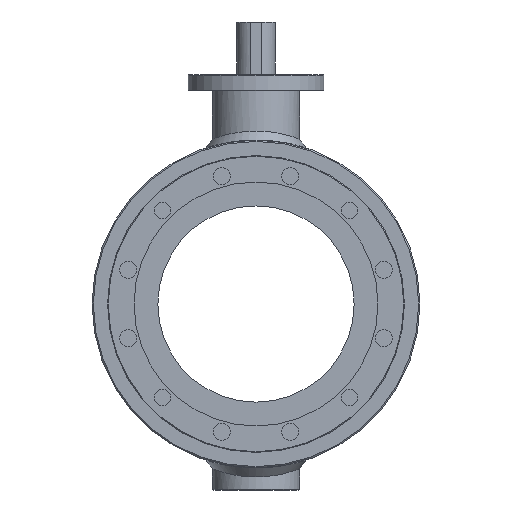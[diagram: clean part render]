
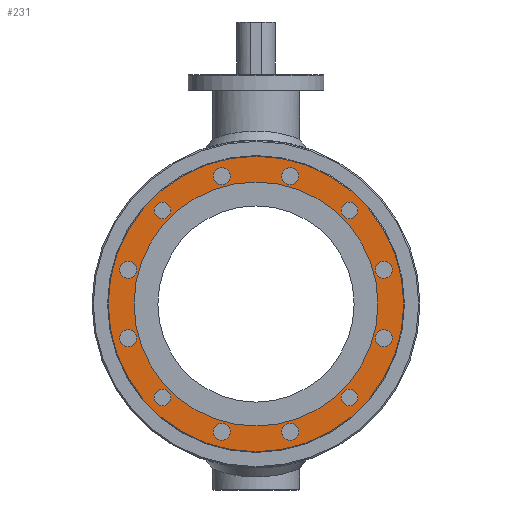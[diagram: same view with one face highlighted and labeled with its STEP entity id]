
A CAD part, left-side view. The second image highlights one B-rep face of the part: STEP entity #231.
In plain terms, the highlighted planar face has unit normal (-1, 0, 0).
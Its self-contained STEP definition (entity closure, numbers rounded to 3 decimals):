
#231 = ADVANCED_FACE( '', ( #570, #571, #572, #573, #574, #575, #576, #577, #578, #579, #580, #581, #582, #583 ), #584, .F. );
#570 = FACE_BOUND( '', #1074, .T. );
#571 = FACE_BOUND( '', #1075, .T. );
#572 = FACE_BOUND( '', #1076, .T. );
#573 = FACE_BOUND( '', #1077, .T. );
#574 = FACE_BOUND( '', #1078, .T. );
#575 = FACE_BOUND( '', #1079, .T. );
#576 = FACE_BOUND( '', #1080, .T. );
#577 = FACE_BOUND( '', #1081, .T. );
#578 = FACE_BOUND( '', #1082, .T. );
#579 = FACE_BOUND( '', #1083, .T. );
#580 = FACE_BOUND( '', #1084, .T. );
#581 = FACE_BOUND( '', #1085, .T. );
#582 = FACE_OUTER_BOUND( '', #1086, .T. );
#583 = FACE_BOUND( '', #1087, .T. );
#584 = PLANE( '', #1088 );
#1074 = EDGE_LOOP( '', ( #1739 ) );
#1075 = EDGE_LOOP( '', ( #1740 ) );
#1076 = EDGE_LOOP( '', ( #1741 ) );
#1077 = EDGE_LOOP( '', ( #1742 ) );
#1078 = EDGE_LOOP( '', ( #1743 ) );
#1079 = EDGE_LOOP( '', ( #1744 ) );
#1080 = EDGE_LOOP( '', ( #1745 ) );
#1081 = EDGE_LOOP( '', ( #1746 ) );
#1082 = EDGE_LOOP( '', ( #1747 ) );
#1083 = EDGE_LOOP( '', ( #1748 ) );
#1084 = EDGE_LOOP( '', ( #1749 ) );
#1085 = EDGE_LOOP( '', ( #1750 ) );
#1086 = EDGE_LOOP( '', ( #1751 ) );
#1087 = EDGE_LOOP( '', ( #1752 ) );
#1088 = AXIS2_PLACEMENT_3D( '', #1753, #1754, #1755 );
#1739 = ORIENTED_EDGE( '', *, *, #2003, .T. );
#1740 = ORIENTED_EDGE( '', *, *, #1906, .T. );
#1741 = ORIENTED_EDGE( '', *, *, #1932, .T. );
#1742 = ORIENTED_EDGE( '', *, *, #1911, .T. );
#1743 = ORIENTED_EDGE( '', *, *, #2021, .T. );
#1744 = ORIENTED_EDGE( '', *, *, #2029, .T. );
#1745 = ORIENTED_EDGE( '', *, *, #2030, .T. );
#1746 = ORIENTED_EDGE( '', *, *, #2031, .T. );
#1747 = ORIENTED_EDGE( '', *, *, #1864, .T. );
#1748 = ORIENTED_EDGE( '', *, *, #1976, .T. );
#1749 = ORIENTED_EDGE( '', *, *, #1903, .T. );
#1750 = ORIENTED_EDGE( '', *, *, #2019, .T. );
#1751 = ORIENTED_EDGE( '', *, *, #1849, .T. );
#1752 = ORIENTED_EDGE( '', *, *, #1900, .F. );
#1753 = CARTESIAN_POINT( '', ( -301., 0., 230. ) );
#1754 = DIRECTION( '', ( 1., 0., 0. ) );
#1755 = DIRECTION( '', ( 0., 0., -1. ) );
#1849 = EDGE_CURVE( '', #2059, #2059, #2060, .F. );
#1864 = EDGE_CURVE( '', #2084, #2084, #2085, .T. );
#1900 = EDGE_CURVE( '', #2147, #2147, #2148, .T. );
#1903 = EDGE_CURVE( '', #2152, #2152, #2153, .T. );
#1906 = EDGE_CURVE( '', #2157, #2157, #2158, .T. );
#1911 = EDGE_CURVE( '', #2165, #2165, #2166, .T. );
#1932 = EDGE_CURVE( '', #2202, #2202, #2203, .T. );
#1976 = EDGE_CURVE( '', #2273, #2273, #2274, .T. );
#2003 = EDGE_CURVE( '', #2309, #2309, #2310, .T. );
#2019 = EDGE_CURVE( '', #2334, #2334, #2335, .T. );
#2021 = EDGE_CURVE( '', #2337, #2337, #2338, .T. );
#2029 = EDGE_CURVE( '', #2347, #2347, #2348, .T. );
#2030 = EDGE_CURVE( '', #2349, #2349, #2350, .T. );
#2031 = EDGE_CURVE( '', #2351, #2351, #2352, .T. );
#2059 = VERTEX_POINT( '', #2380 );
#2060 = CIRCLE( '', #2381, 229. );
#2084 = VERTEX_POINT( '', #2405 );
#2085 = CIRCLE( '', #2406, 13. );
#2147 = VERTEX_POINT( '', #2612 );
#2148 = CIRCLE( '', #2613, 189. );
#2152 = VERTEX_POINT( '', #2617 );
#2153 = CIRCLE( '', #2618, 13. );
#2157 = VERTEX_POINT( '', #2622 );
#2158 = CIRCLE( '', #2623, 13. );
#2165 = VERTEX_POINT( '', #2630 );
#2166 = CIRCLE( '', #2631, 13. );
#2202 = VERTEX_POINT( '', #2738 );
#2203 = CIRCLE( '', #2739, 13. );
#2273 = VERTEX_POINT( '', #2818 );
#2274 = CIRCLE( '', #2819, 13. );
#2309 = VERTEX_POINT( '', #2864 );
#2310 = CIRCLE( '', #2865, 13. );
#2334 = VERTEX_POINT( '', #2891 );
#2335 = CIRCLE( '', #2892, 13. );
#2337 = VERTEX_POINT( '', #2894 );
#2338 = CIRCLE( '', #2895, 13. );
#2347 = VERTEX_POINT( '', #2973 );
#2348 = CIRCLE( '', #2974, 13. );
#2349 = VERTEX_POINT( '', #2975 );
#2350 = CIRCLE( '', #2976, 13. );
#2351 = VERTEX_POINT( '', #2977 );
#2352 = CIRCLE( '', #2978, 13. );
#2380 = CARTESIAN_POINT( '', ( -301., 0., -229. ) );
#2381 = AXIS2_PLACEMENT_3D( '', #3008, #3009, #3010 );
#2405 = CARTESIAN_POINT( '', ( -301., -185.015, -53.058 ) );
#2406 = AXIS2_PLACEMENT_3D( '', #3038, #3039, #3040 );
#2612 = CARTESIAN_POINT( '', ( -301., 0., 189. ) );
#2613 = AXIS2_PLACEMENT_3D( '', #3094, #3095, #3096 );
#2617 = CARTESIAN_POINT( '', ( -301., -138.457, 133.699 ) );
#2618 = AXIS2_PLACEMENT_3D( '', #3100, #3101, #3102 );
#2622 = CARTESIAN_POINT( '', ( -301., 133.699, 138.457 ) );
#2623 = AXIS2_PLACEMENT_3D( '', #3106, #3107, #3108 );
#2630 = CARTESIAN_POINT( '', ( -301., 186.756, -46.558 ) );
#2631 = AXIS2_PLACEMENT_3D( '', #3115, #3116, #3117 );
#2738 = CARTESIAN_POINT( '', ( -301., 185.015, 53.058 ) );
#2739 = AXIS2_PLACEMENT_3D( '', #3160, #3161, #3162 );
#2818 = CARTESIAN_POINT( '', ( -301., -186.756, 46.558 ) );
#2819 = AXIS2_PLACEMENT_3D( '', #3235, #3236, #3237 );
#2864 = CARTESIAN_POINT( '', ( -301., 46.558, 186.756 ) );
#2865 = AXIS2_PLACEMENT_3D( '', #3260, #3261, #3262 );
#2891 = CARTESIAN_POINT( '', ( -301., -53.058, 185.015 ) );
#2892 = AXIS2_PLACEMENT_3D( '', #3289, #3290, #3291 );
#2894 = CARTESIAN_POINT( '', ( -301., 138.457, -133.699 ) );
#2895 = AXIS2_PLACEMENT_3D( '', #3292, #3293, #3294 );
#2973 = CARTESIAN_POINT( '', ( -301., 53.058, -185.015 ) );
#2974 = AXIS2_PLACEMENT_3D( '', #3298, #3299, #3300 );
#2975 = CARTESIAN_POINT( '', ( -301., -46.558, -186.756 ) );
#2976 = AXIS2_PLACEMENT_3D( '', #3301, #3302, #3303 );
#2977 = CARTESIAN_POINT( '', ( -301., -133.699, -138.457 ) );
#2978 = AXIS2_PLACEMENT_3D( '', #3304, #3305, #3306 );
#3008 = CARTESIAN_POINT( '', ( -301., 0., 0. ) );
#3009 = DIRECTION( '', ( 1., 0., 0. ) );
#3010 = DIRECTION( '', ( 0., 0., -1. ) );
#3038 = CARTESIAN_POINT( '', ( -301., -198.015, -53.058 ) );
#3039 = DIRECTION( '', ( 1., 0., 0. ) );
#3040 = DIRECTION( '', ( 0., 1., 0. ) );
#3094 = CARTESIAN_POINT( '', ( -301., 0., 0. ) );
#3095 = DIRECTION( '', ( -1., 0., 0. ) );
#3096 = DIRECTION( '', ( 0., 0., 1. ) );
#3100 = CARTESIAN_POINT( '', ( -301., -144.957, 144.957 ) );
#3101 = DIRECTION( '', ( 1., 0., 0. ) );
#3102 = DIRECTION( '', ( 0., 0.5, -0.866 ) );
#3106 = CARTESIAN_POINT( '', ( -301., 144.957, 144.957 ) );
#3107 = DIRECTION( '', ( 1., 0., 0. ) );
#3108 = DIRECTION( '', ( 0., -0.866, -0.5 ) );
#3115 = CARTESIAN_POINT( '', ( -301., 198.015, -53.058 ) );
#3116 = DIRECTION( '', ( 1., 0., 0. ) );
#3117 = DIRECTION( '', ( 0., -0.866, 0.5 ) );
#3160 = CARTESIAN_POINT( '', ( -301., 198.015, 53.058 ) );
#3161 = DIRECTION( '', ( 1., 0., 0. ) );
#3162 = DIRECTION( '', ( 0., -1., 0. ) );
#3235 = CARTESIAN_POINT( '', ( -301., -198.015, 53.058 ) );
#3236 = DIRECTION( '', ( 1., 0., 0. ) );
#3237 = DIRECTION( '', ( 0., 0.866, -0.5 ) );
#3260 = CARTESIAN_POINT( '', ( -301., 53.058, 198.015 ) );
#3261 = DIRECTION( '', ( 1., 0., 0. ) );
#3262 = DIRECTION( '', ( 0., -0.5, -0.866 ) );
#3289 = CARTESIAN_POINT( '', ( -301., -53.058, 198.015 ) );
#3290 = DIRECTION( '', ( 1., 0., 0. ) );
#3291 = DIRECTION( '', ( 0., 0., -1. ) );
#3292 = CARTESIAN_POINT( '', ( -301., 144.957, -144.957 ) );
#3293 = DIRECTION( '', ( 1., 0., 0. ) );
#3294 = DIRECTION( '', ( 0., -0.5, 0.866 ) );
#3298 = CARTESIAN_POINT( '', ( -301., 53.058, -198.015 ) );
#3299 = DIRECTION( '', ( 1., 0., 0. ) );
#3300 = DIRECTION( '', ( 0., 0., 1. ) );
#3301 = CARTESIAN_POINT( '', ( -301., -53.058, -198.015 ) );
#3302 = DIRECTION( '', ( 1., 0., 0. ) );
#3303 = DIRECTION( '', ( 0., 0.5, 0.866 ) );
#3304 = CARTESIAN_POINT( '', ( -301., -144.957, -144.957 ) );
#3305 = DIRECTION( '', ( 1., 0., 0. ) );
#3306 = DIRECTION( '', ( 0., 0.866, 0.5 ) );
